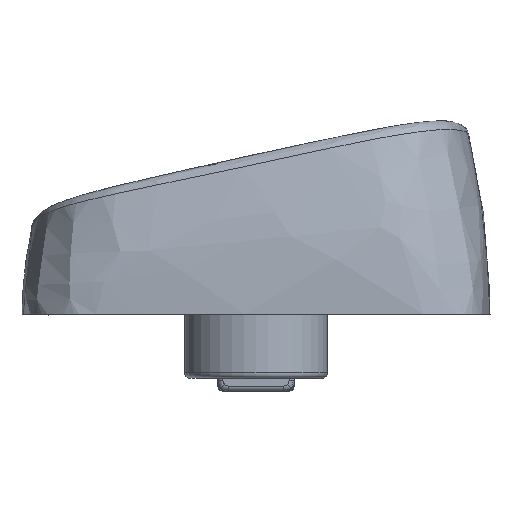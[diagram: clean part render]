
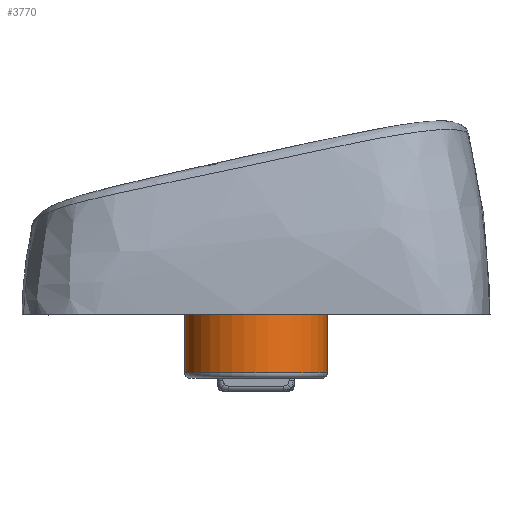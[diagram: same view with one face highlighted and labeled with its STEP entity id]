
A CAD part, left-side view. The second image highlights one B-rep face of the part: STEP entity #3770.
In plain terms, the highlighted cylindrical face has radius 2.75 mm (diameter 5.5 mm), a full revolution.
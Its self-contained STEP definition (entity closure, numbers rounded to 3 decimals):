
#39=CYLINDRICAL_SURFACE('',#4085,2.75);
#116=LINE('',#9015,#270);
#270=VECTOR('',#4635,2.75);
#538=FACE_OUTER_BOUND('',#752,.T.);
#752=EDGE_LOOP('',(#2699,#2700,#2701,#2702,#2703));
#1051=CIRCLE('',#4078,2.75);
#1052=CIRCLE('',#4079,2.75);
#1057=CIRCLE('',#4086,2.75);
#1526=VERTEX_POINT('',#8975);
#1527=VERTEX_POINT('',#8977);
#1544=VERTEX_POINT('',#9014);
#2001=EDGE_CURVE('',#1526,#1527,#1051,.T.);
#2002=EDGE_CURVE('',#1527,#1526,#1052,.T.);
#2019=EDGE_CURVE('',#1527,#1544,#116,.T.);
#2020=EDGE_CURVE('',#1544,#1544,#1057,.T.);
#2699=ORIENTED_EDGE('',*,*,#2002,.F.);
#2700=ORIENTED_EDGE('',*,*,#2019,.T.);
#2701=ORIENTED_EDGE('',*,*,#2020,.F.);
#2702=ORIENTED_EDGE('',*,*,#2019,.F.);
#2703=ORIENTED_EDGE('',*,*,#2001,.F.);
#3770=ADVANCED_FACE('',(#538),#39,.T.);
#4078=AXIS2_PLACEMENT_3D('',#8978,#4607,#4608);
#4079=AXIS2_PLACEMENT_3D('',#8979,#4609,#4610);
#4085=AXIS2_PLACEMENT_3D('',#9013,#4633,#4634);
#4086=AXIS2_PLACEMENT_3D('',#9016,#4636,#4637);
#4607=DIRECTION('center_axis',(0.,0.,
-1.));
#4608=DIRECTION('ref_axis',(1.,0.,0.));
#4609=DIRECTION('center_axis',(0.,0.,
-1.));
#4610=DIRECTION('ref_axis',(1.,0.,0.));
#4633=DIRECTION('center_axis',(0.,0.,
-1.));
#4634=DIRECTION('ref_axis',(1.,0.,0.));
#4635=DIRECTION('',(0.,0.,1.));
#4636=DIRECTION('center_axis',(0.,0.,
1.));
#4637=DIRECTION('ref_axis',(1.,0.,0.));
#8975=CARTESIAN_POINT('',(-9.25,0.,-3.1));
#8977=CARTESIAN_POINT('',(-14.75,0.,-3.1));
#8978=CARTESIAN_POINT('Origin',(-12.,0.,-3.1));
#8979=CARTESIAN_POINT('Origin',(-12.,0.,-3.1));
#9013=CARTESIAN_POINT('Origin',(-12.,0.,0.));
#9014=CARTESIAN_POINT('',(-14.75,0.,-0.25));
#9015=CARTESIAN_POINT('',(-14.75,0.,0.));
#9016=CARTESIAN_POINT('Origin',(-12.,0.,-0.25));
